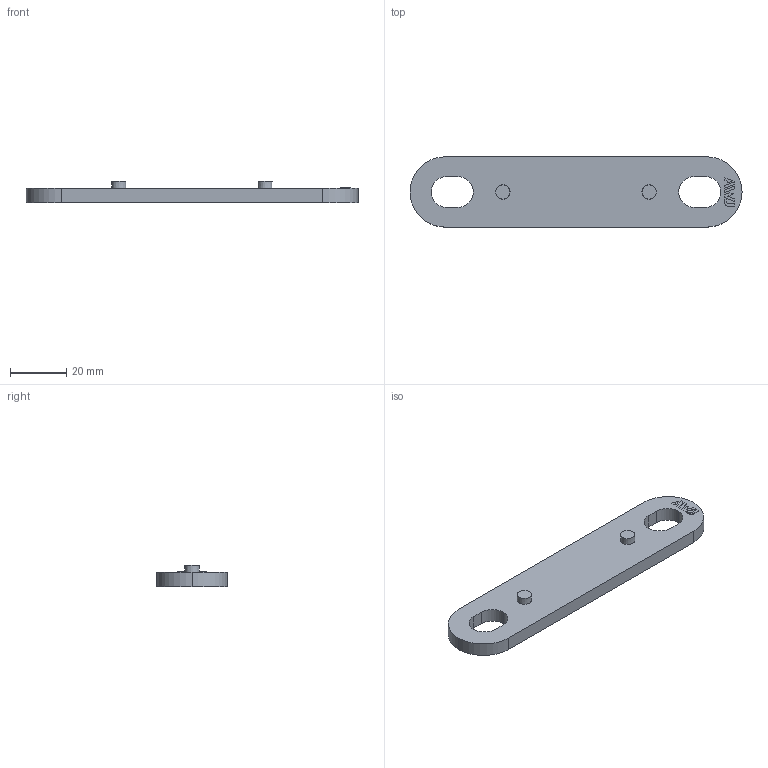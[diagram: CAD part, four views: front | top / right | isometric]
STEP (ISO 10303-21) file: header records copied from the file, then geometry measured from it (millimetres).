
FILE_DESCRIPTION( ( 'STEP AP203' ), '1' );
FILE_NAME( 'SG65・75SU.step', '2022-07-19T06:43:54', ( ' ' ), ( ' ' ), 'XStep 1.0', ' ', ' ' );
FILE_SCHEMA( ( 'CONFIG_CONTROL_DESIGN' ) );
Length unit declared in the file: millimetre
Products named in the file (1): 1
Bounding box: 118 x 25 x 7.5 mm (x, y, z)
Volume: 9316.6 mm3; surface area: 9957.4 mm2
Topology: 1 solids, 1 shells, 410 faces, 1044 edges, 698 vertices
Faces by surface type: plane 370, cylinder 38, cone 2
Full cylindrical faces by diameter (mm): 3.5 x4
Entity records: 12164 total; most frequent: CARTESIAN_POINT 2135, ORIENTED_EDGE 2064, DIRECTION 1934, EDGE_CURVE 1032, LINE 952, VECTOR 952, VERTEX_POINT 692, AXIS2_PLACEMENT_3D 491
